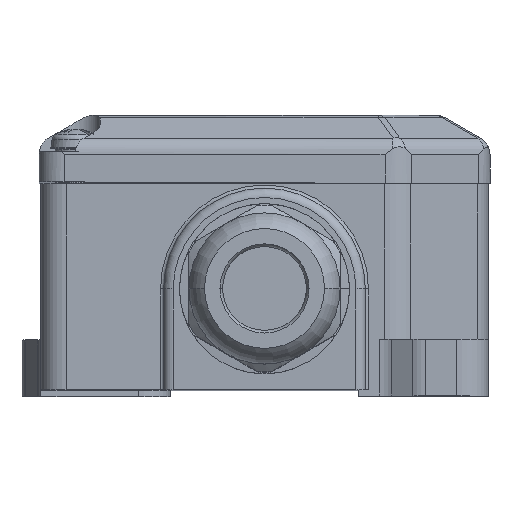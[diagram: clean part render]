
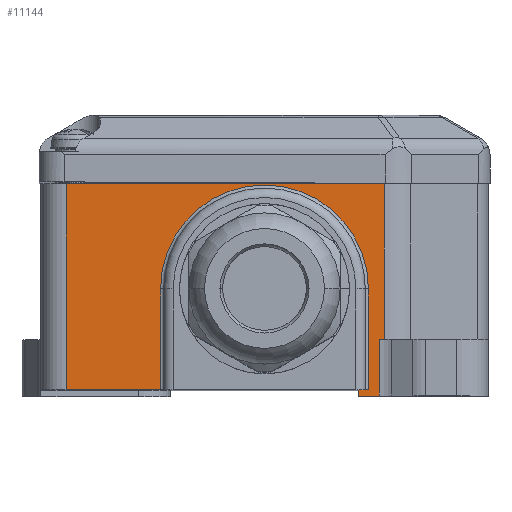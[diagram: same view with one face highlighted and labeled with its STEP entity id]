
A CAD part, top view. The second image highlights one B-rep face of the part: STEP entity #11144.
In plain terms, the highlighted planar face has unit normal (0, 0, 1).
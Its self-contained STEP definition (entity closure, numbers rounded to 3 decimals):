
#15 = LINE ( 'NONE', #20941, #23974 ) ;
#2886 = CARTESIAN_POINT ( 'NONE',  ( 18.232, -1., 35.5 ) ) ;
#3008 = EDGE_CURVE ( 'NONE', #38250, #41881, #39115, .T. ) ;
#3040 = CARTESIAN_POINT ( 'NONE',  ( 16.5, 0., 35.5 ) ) ;
#3527 = ORIENTED_EDGE ( 'NONE', *, *, #46054, .F. ) ;
#5125 = CARTESIAN_POINT ( 'NONE',  ( -16., 0., 35.5 ) ) ;
#5891 = CARTESIAN_POINT ( 'NONE',  ( 16.5, 16., 35.5 ) ) ;
#6313 = VECTOR ( 'NONE', #46003, 1000. ) ;
#6389 = DIRECTION ( 'NONE',  ( 0., 1., 0. ) ) ;
#6816 = ORIENTED_EDGE ( 'NONE', *, *, #14232, .T. ) ;
#8396 = ORIENTED_EDGE ( 'NONE', *, *, #42223, .F. ) ;
#8518 = ORIENTED_EDGE ( 'NONE', *, *, #49089, .T. ) ;
#8596 = VECTOR ( 'NONE', #21960, 1000. ) ;
#8971 = DIRECTION ( 'NONE',  ( 1., 0., 0. ) ) ;
#9850 = VERTEX_POINT ( 'NONE', #37457 ) ;
#9979 = DIRECTION ( 'NONE',  ( 1., 0., 0. ) ) ;
#10613 = LINE ( 'NONE', #17040, #18421 ) ;
#11144 = ADVANCED_FACE ( 'NONE', ( #22550 ), #35243, .F. ) ;
#11482 = CARTESIAN_POINT ( 'NONE',  ( 18.232, 8., 35.5 ) ) ;
#11784 = LINE ( 'NONE', #5125, #21995 ) ;
#12312 = DIRECTION ( 'NONE',  ( 0., 0., -1. ) ) ;
#12823 = ORIENTED_EDGE ( 'NONE', *, *, #3008, .T. ) ;
#13064 = VERTEX_POINT ( 'NONE', #2886 ) ;
#13755 = EDGE_CURVE ( 'NONE', #37350, #14766, #10613, .T. ) ;
#14232 = EDGE_CURVE ( 'NONE', #41881, #33654, #26803, .T. ) ;
#14766 = VERTEX_POINT ( 'NONE', #21159 ) ;
#15084 = VECTOR ( 'NONE', #6389, 1000. ) ;
#16475 = LINE ( 'NONE', #11482, #6313 ) ;
#16932 = LINE ( 'NONE', #31092, #38481 ) ;
#16965 = VECTOR ( 'NONE', #25924, 1000. ) ;
#17040 = CARTESIAN_POINT ( 'NONE',  ( -35.5, 32.7, 35.5 ) ) ;
#18091 = CARTESIAN_POINT ( 'NONE',  ( -35.5, 0., 35.5 ) ) ;
#18421 = VECTOR ( 'NONE', #9979, 1000. ) ;
#20269 = AXIS2_PLACEMENT_3D ( 'NONE', #42829, #12312, #39090 ) ;
#20479 = DIRECTION ( 'NONE',  ( 0., -1., 0. ) ) ;
#20535 = EDGE_LOOP ( 'NONE', ( #29640, #8396, #28044, #20936, #45335, #3527, #38770, #23559, #43327, #8518, #12823, #6816 ) ) ;
#20864 = DIRECTION ( 'NONE',  ( 0., 0., -1. ) ) ;
#20910 = EDGE_CURVE ( 'NONE', #13064, #36458, #15, .T. ) ;
#20936 = ORIENTED_EDGE ( 'NONE', *, *, #20910, .F. ) ;
#20941 = CARTESIAN_POINT ( 'NONE',  ( 15., -1., 35.5 ) ) ;
#21095 = CARTESIAN_POINT ( 'NONE',  ( 19.015, 8., 35.5 ) ) ;
#21159 = CARTESIAN_POINT ( 'NONE',  ( 19.015, 32.7, 35.5 ) ) ;
#21960 = DIRECTION ( 'NONE',  ( 0., 1., 0. ) ) ;
#21995 = VECTOR ( 'NONE', #8971, 1000. ) ;
#21999 = CARTESIAN_POINT ( 'NONE',  ( -16.5, 0., 35.5 ) ) ;
#22012 = CARTESIAN_POINT ( 'NONE',  ( -31.5, 32.7, 35.5 ) ) ;
#22057 = CARTESIAN_POINT ( 'NONE',  ( -16.5, 16., 35.5 ) ) ;
#22550 = FACE_OUTER_BOUND ( 'NONE', #20535, .T. ) ;
#23559 = ORIENTED_EDGE ( 'NONE', *, *, #13755, .F. ) ;
#23974 = VECTOR ( 'NONE', #28470, 1000. ) ;
#24110 = LINE ( 'NONE', #18091, #34252 ) ;
#24743 = VERTEX_POINT ( 'NONE', #29111 ) ;
#25329 = LINE ( 'NONE', #29340, #15084 ) ;
#25924 = DIRECTION ( 'NONE',  ( 0., 1., 0. ) ) ;
#26803 = CIRCLE ( 'NONE', #33130, 16.5 ) ;
#28044 = ORIENTED_EDGE ( 'NONE', *, *, #49034, .F. ) ;
#28377 = LINE ( 'NONE', #41115, #16965 ) ;
#28470 = DIRECTION ( 'NONE',  ( -1., 0., 0. ) ) ;
#29111 = CARTESIAN_POINT ( 'NONE',  ( -31.5, 0., 35.5 ) ) ;
#29340 = CARTESIAN_POINT ( 'NONE',  ( 15., -1., 35.5 ) ) ;
#29640 = ORIENTED_EDGE ( 'NONE', *, *, #38596, .T. ) ;
#29784 = CARTESIAN_POINT ( 'NONE',  ( 15., -1., 35.5 ) ) ;
#31092 = CARTESIAN_POINT ( 'NONE',  ( 19.015, 32.7, 35.5 ) ) ;
#32124 = VECTOR ( 'NONE', #20479, 1000. ) ;
#32881 = CARTESIAN_POINT ( 'NONE',  ( 16.5, 0., 35.5 ) ) ;
#33130 = AXIS2_PLACEMENT_3D ( 'NONE', #43779, #20864, #47630 ) ;
#33654 = VERTEX_POINT ( 'NONE', #5891 ) ;
#34167 = VECTOR ( 'NONE', #48296, 1000. ) ;
#34252 = VECTOR ( 'NONE', #44887, 1000. ) ;
#34719 = EDGE_CURVE ( 'NONE', #13064, #9850, #28377, .T. ) ;
#34912 = DIRECTION ( 'NONE',  ( 0., 1., 0. ) ) ;
#35243 = PLANE ( 'NONE',  #20269 ) ;
#35588 = VERTEX_POINT ( 'NONE', #3040 ) ;
#36458 = VERTEX_POINT ( 'NONE', #29784 ) ;
#36755 = EDGE_CURVE ( 'NONE', #44530, #14766, #16932, .T. ) ;
#37350 = VERTEX_POINT ( 'NONE', #22012 ) ;
#37457 = CARTESIAN_POINT ( 'NONE',  ( 18.232, 8., 35.5 ) ) ;
#38250 = VERTEX_POINT ( 'NONE', #21999 ) ;
#38481 = VECTOR ( 'NONE', #34912, 1000. ) ;
#38596 = EDGE_CURVE ( 'NONE', #33654, #35588, #44383, .T. ) ;
#38770 = ORIENTED_EDGE ( 'NONE', *, *, #36755, .T. ) ;
#39090 = DIRECTION ( 'NONE',  ( -1., 0., 0. ) ) ;
#39115 = LINE ( 'NONE', #44891, #8596 ) ;
#39511 = CARTESIAN_POINT ( 'NONE',  ( -31.5, 32.7, 35.5 ) ) ;
#41115 = CARTESIAN_POINT ( 'NONE',  ( 18.232, -1., 35.5 ) ) ;
#41881 = VERTEX_POINT ( 'NONE', #22057 ) ;
#42223 = EDGE_CURVE ( 'NONE', #49511, #35588, #11784, .T. ) ;
#42322 = LINE ( 'NONE', #39511, #32124 ) ;
#42829 = CARTESIAN_POINT ( 'NONE',  ( -35.5, 32.7, 35.5 ) ) ;
#42970 = EDGE_CURVE ( 'NONE', #37350, #24743, #42322, .T. ) ;
#43327 = ORIENTED_EDGE ( 'NONE', *, *, #42970, .T. ) ;
#43779 = CARTESIAN_POINT ( 'NONE',  ( 0., 16., 35.5 ) ) ;
#44383 = LINE ( 'NONE', #32881, #34167 ) ;
#44530 = VERTEX_POINT ( 'NONE', #21095 ) ;
#44887 = DIRECTION ( 'NONE',  ( 1., 0., 0. ) ) ;
#44891 = CARTESIAN_POINT ( 'NONE',  ( -16.5, 16., 35.5 ) ) ;
#45335 = ORIENTED_EDGE ( 'NONE', *, *, #34719, .T. ) ;
#46003 = DIRECTION ( 'NONE',  ( -1., 0., 0. ) ) ;
#46054 = EDGE_CURVE ( 'NONE', #44530, #9850, #16475, .T. ) ;
#47039 = CARTESIAN_POINT ( 'NONE',  ( 15., 0., 35.5 ) ) ;
#47630 = DIRECTION ( 'NONE',  ( -1., 0., 0. ) ) ;
#48296 = DIRECTION ( 'NONE',  ( 0., -1., 0. ) ) ;
#49034 = EDGE_CURVE ( 'NONE', #36458, #49511, #25329, .T. ) ;
#49089 = EDGE_CURVE ( 'NONE', #24743, #38250, #24110, .T. ) ;
#49511 = VERTEX_POINT ( 'NONE', #47039 ) ;
